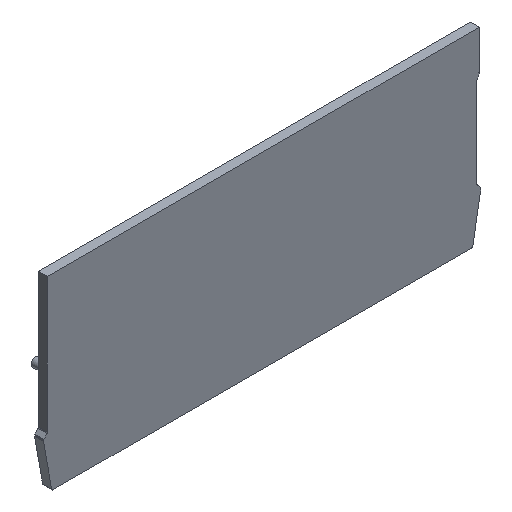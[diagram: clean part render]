
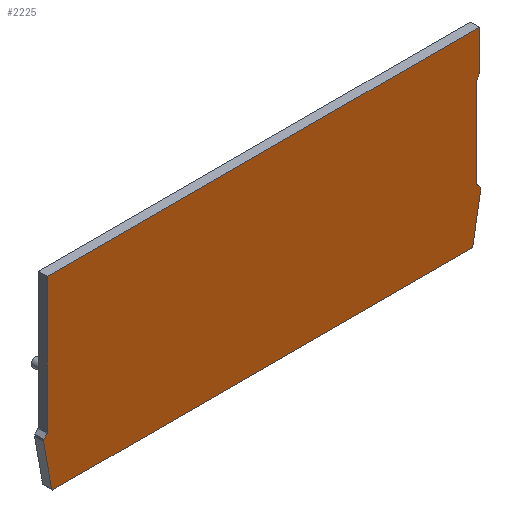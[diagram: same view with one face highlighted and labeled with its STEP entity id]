
A CAD part, isometric view. The second image highlights one B-rep face of the part: STEP entity #2225.
In plain terms, the highlighted planar face has unit normal (0, -1, 0).
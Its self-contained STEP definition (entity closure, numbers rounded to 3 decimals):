
#103=CIRCLE('',#2403,0.3);
#104=CIRCLE('',#2406,0.2);
#105=CIRCLE('',#2410,0.3);
#106=CIRCLE('',#2413,0.3);
#107=CIRCLE('',#2417,0.2);
#108=CIRCLE('',#2420,0.3);
#109=CIRCLE('',#2423,0.2);
#110=CIRCLE('',#2425,1.5);
#271=FACE_OUTER_BOUND('',#408,.T.);
#408=EDGE_LOOP('',(#2005,#2006,#2007,#2008,#2009,#2010,#2011,#2012,#2013,
#2014,#2015,#2016,#2017,#2018,#2019,#2020,#2021,#2022,#2023));
#612=LINE('',#3637,#845);
#616=LINE('',#3646,#849);
#619=LINE('',#3654,#852);
#621=LINE('',#3658,#854);
#624=LINE('',#3666,#857);
#627=LINE('',#3674,#860);
#629=LINE('',#3678,#862);
#632=LINE('',#3686,#865);
#635=LINE('',#3694,#868);
#639=LINE('',#3706,#872);
#641=LINE('',#3709,#874);
#845=VECTOR('',#2982,29.954);
#849=VECTOR('',#2992,0.995);
#852=VECTOR('',#3001,0.251);
#854=VECTOR('',#3005,10.246);
#857=VECTOR('',#3014,92.851);
#860=VECTOR('',#3023,10.246);
#862=VECTOR('',#3027,0.251);
#865=VECTOR('',#3036,0.995);
#868=VECTOR('',#3045,20.013);
#872=VECTOR('',#3059,8.736);
#874=VECTOR('',#3063,95.8);
#1066=VERTEX_POINT('',#3635);
#1067=VERTEX_POINT('',#3636);
#1068=VERTEX_POINT('',#3641);
#1069=VERTEX_POINT('',#3645);
#1070=VERTEX_POINT('',#3649);
#1071=VERTEX_POINT('',#3653);
#1072=VERTEX_POINT('',#3657);
#1073=VERTEX_POINT('',#3661);
#1074=VERTEX_POINT('',#3665);
#1075=VERTEX_POINT('',#3669);
#1076=VERTEX_POINT('',#3673);
#1077=VERTEX_POINT('',#3677);
#1078=VERTEX_POINT('',#3681);
#1079=VERTEX_POINT('',#3685);
#1080=VERTEX_POINT('',#3689);
#1081=VERTEX_POINT('',#3693);
#1082=VERTEX_POINT('',#3697);
#1083=VERTEX_POINT('',#3701);
#1084=VERTEX_POINT('',#3705);
#1360=EDGE_CURVE('',#1066,#1067,#612,.T.);
#1363=EDGE_CURVE('',#1068,#1066,#103,.T.);
#1365=EDGE_CURVE('',#1069,#1068,#616,.T.);
#1367=EDGE_CURVE('',#1070,#1069,#104,.T.);
#1369=EDGE_CURVE('',#1071,#1070,#619,.T.);
#1371=EDGE_CURVE('',#1072,#1071,#621,.T.);
#1373=EDGE_CURVE('',#1073,#1072,#105,.T.);
#1375=EDGE_CURVE('',#1074,#1073,#624,.T.);
#1377=EDGE_CURVE('',#1075,#1074,#106,.T.);
#1379=EDGE_CURVE('',#1076,#1075,#627,.T.);
#1381=EDGE_CURVE('',#1077,#1076,#629,.T.);
#1383=EDGE_CURVE('',#1078,#1077,#107,.T.);
#1385=EDGE_CURVE('',#1079,#1078,#632,.T.);
#1387=EDGE_CURVE('',#1080,#1079,#108,.T.);
#1389=EDGE_CURVE('',#1081,#1080,#635,.T.);
#1391=EDGE_CURVE('',#1082,#1081,#109,.T.);
#1393=EDGE_CURVE('',#1083,#1082,#110,.T.);
#1395=EDGE_CURVE('',#1084,#1083,#639,.T.);
#1397=EDGE_CURVE('',#1067,#1084,#641,.T.);
#2005=ORIENTED_EDGE('',*,*,#1397,.F.);
#2006=ORIENTED_EDGE('',*,*,#1360,.F.);
#2007=ORIENTED_EDGE('',*,*,#1363,.F.);
#2008=ORIENTED_EDGE('',*,*,#1365,.F.);
#2009=ORIENTED_EDGE('',*,*,#1367,.F.);
#2010=ORIENTED_EDGE('',*,*,#1369,.F.);
#2011=ORIENTED_EDGE('',*,*,#1371,.F.);
#2012=ORIENTED_EDGE('',*,*,#1373,.F.);
#2013=ORIENTED_EDGE('',*,*,#1375,.F.);
#2014=ORIENTED_EDGE('',*,*,#1377,.F.);
#2015=ORIENTED_EDGE('',*,*,#1379,.F.);
#2016=ORIENTED_EDGE('',*,*,#1381,.F.);
#2017=ORIENTED_EDGE('',*,*,#1383,.F.);
#2018=ORIENTED_EDGE('',*,*,#1385,.F.);
#2019=ORIENTED_EDGE('',*,*,#1387,.F.);
#2020=ORIENTED_EDGE('',*,*,#1389,.F.);
#2021=ORIENTED_EDGE('',*,*,#1391,.F.);
#2022=ORIENTED_EDGE('',*,*,#1393,.F.);
#2023=ORIENTED_EDGE('',*,*,#1395,.F.);
#2104=PLANE('',#2428);
#2225=ADVANCED_FACE('',(#271),#2104,.T.);
#2403=AXIS2_PLACEMENT_3D('',#3642,#2987,#2988);
#2406=AXIS2_PLACEMENT_3D('',#3650,#2996,#2997);
#2410=AXIS2_PLACEMENT_3D('',#3662,#3009,#3010);
#2413=AXIS2_PLACEMENT_3D('',#3670,#3018,#3019);
#2417=AXIS2_PLACEMENT_3D('',#3682,#3031,#3032);
#2420=AXIS2_PLACEMENT_3D('',#3690,#3040,#3041);
#2423=AXIS2_PLACEMENT_3D('',#3698,#3049,#3050);
#2425=AXIS2_PLACEMENT_3D('',#3702,#3054,#3055);
#2428=AXIS2_PLACEMENT_3D('',#3710,#3064,#3065);
#2982=DIRECTION('',(0.,0.,1.));
#2987=DIRECTION('center_axis',(0.,-1.,0.));
#2988=DIRECTION('ref_axis',(-1.,0.,0.));
#2992=DIRECTION('',(0.707,0.,0.707));
#2996=DIRECTION('center_axis',(0.,1.,0.));
#2997=DIRECTION('ref_axis',(-1.,0.,0.));
#3001=DIRECTION('',(0.,0.,1.));
#3005=DIRECTION('',(-0.174,0.,0.985));
#3009=DIRECTION('center_axis',(0.,1.,0.));
#3010=DIRECTION('ref_axis',(0.,0.,-1.));
#3014=DIRECTION('',(-1.,0.,0.));
#3018=DIRECTION('center_axis',(0.,1.,0.));
#3019=DIRECTION('ref_axis',(0.985,0.,-0.174));
#3023=DIRECTION('',(-0.174,0.,-0.985));
#3027=DIRECTION('',(0.,0.,-1.));
#3031=DIRECTION('center_axis',(0.,1.,0.));
#3032=DIRECTION('ref_axis',(0.707,0.,0.707));
#3036=DIRECTION('',(0.707,0.,-0.707));
#3040=DIRECTION('center_axis',(0.,-1.,0.));
#3041=DIRECTION('ref_axis',(0.707,0.,0.707));
#3045=DIRECTION('',(0.,0.,-1.));
#3049=DIRECTION('center_axis',(0.,-1.,0.));
#3050=DIRECTION('ref_axis',(1.,0.,0.));
#3054=DIRECTION('center_axis',(0.,1.,0.));
#3055=DIRECTION('ref_axis',(1.,0.,0.));
#3059=DIRECTION('',(0.,0.,-1.));
#3063=DIRECTION('',(1.,0.,0.));
#3064=DIRECTION('center_axis',(0.,-1.,0.));
#3065=DIRECTION('ref_axis',(0.,0.,-1.));
#3635=CARTESIAN_POINT('',(-47.9,0.,-29.954));
#3636=CARTESIAN_POINT('',(-47.9,0.,0.));
#3637=CARTESIAN_POINT('',(-47.9,0.,-29.954));
#3641=CARTESIAN_POINT('',(-47.988,0.,-30.166));
#3642=CARTESIAN_POINT('Origin',(-48.2,0.,-29.954));
#3645=CARTESIAN_POINT('',(-48.691,0.,-30.87));
#3646=CARTESIAN_POINT('',(-48.691,0.,-30.87));
#3649=CARTESIAN_POINT('',(-48.75,0.,-31.011));
#3650=CARTESIAN_POINT('Origin',(-48.55,0.,-31.011));
#3653=CARTESIAN_POINT('',(-48.75,0.,-31.262));
#3654=CARTESIAN_POINT('',(-48.75,0.,-31.262));
#3657=CARTESIAN_POINT('',(-46.971,0.,-41.352));
#3658=CARTESIAN_POINT('',(-46.971,0.,-41.352));
#3661=CARTESIAN_POINT('',(-46.675,0.,-41.6));
#3662=CARTESIAN_POINT('Origin',(-46.675,0.,-41.3));
#3665=CARTESIAN_POINT('',(46.175,0.,-41.6));
#3666=CARTESIAN_POINT('',(46.175,0.,-41.6));
#3669=CARTESIAN_POINT('',(46.471,0.,-41.352));
#3670=CARTESIAN_POINT('Origin',(46.175,0.,-41.3));
#3673=CARTESIAN_POINT('',(48.25,0.,-31.262));
#3674=CARTESIAN_POINT('',(48.25,0.,-31.262));
#3677=CARTESIAN_POINT('',(48.25,0.,-31.011));
#3678=CARTESIAN_POINT('',(48.25,0.,-31.011));
#3681=CARTESIAN_POINT('',(48.191,0.,-30.87));
#3682=CARTESIAN_POINT('Origin',(48.05,0.,-31.011));
#3685=CARTESIAN_POINT('',(47.488,0.,-30.166));
#3686=CARTESIAN_POINT('',(47.488,0.,-30.166));
#3689=CARTESIAN_POINT('',(47.4,0.,-29.954));
#3690=CARTESIAN_POINT('Origin',(47.7,0.,-29.954));
#3693=CARTESIAN_POINT('',(47.4,0.,-9.941));
#3694=CARTESIAN_POINT('',(47.4,0.,-9.941));
#3697=CARTESIAN_POINT('',(47.459,0.,-9.799));
#3698=CARTESIAN_POINT('Origin',(47.6,0.,-9.941));
#3701=CARTESIAN_POINT('',(47.9,0.,-8.736));
#3702=CARTESIAN_POINT('Origin',(46.4,0.,-8.736));
#3705=CARTESIAN_POINT('',(47.9,0.,0.));
#3706=CARTESIAN_POINT('',(47.9,0.,0.));
#3709=CARTESIAN_POINT('',(-47.9,0.,0.));
#3710=CARTESIAN_POINT('Origin',(-0.18,0.,-20.628));
